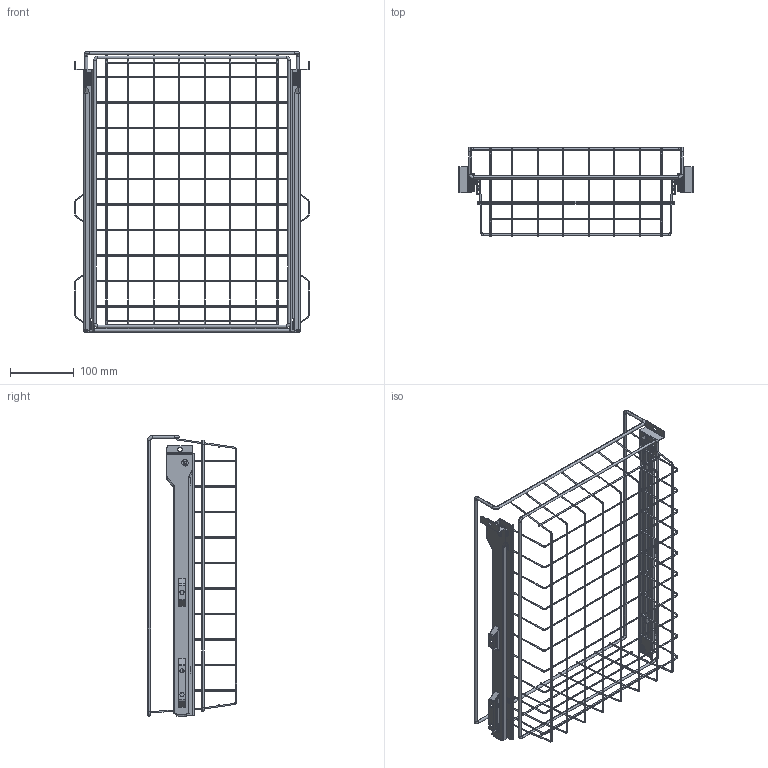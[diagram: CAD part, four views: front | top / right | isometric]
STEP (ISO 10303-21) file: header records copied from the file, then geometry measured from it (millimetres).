
FILE_DESCRIPTION (( 'STEP AP203' ), '1' );
FILE_NAME ('LM 600 rullakiskokori.STEP', '2023-01-17T07:23:08', ( '' ), ( '' ), 'SwSTEP 2.0', 'SolidWorks 2021', '' );
FILE_SCHEMA (( 'CONFIG_CONTROL_DESIGN' ));
Length unit declared in the file: millimetre
Products named in the file (14): Mirror10364; 10364; Mirror10365; Mirror10361; 10360; 10361; LM 600 rullakiskokori; Mirror10360; 10365; 10368_Default<As Machined>; Mirror10026; 10027; 10026; Mirror10027
Assembly tree (17 placements, depth 3):
  LM 600 rullakiskokori
    10368_Default<As Machined>
    10365
      10364
      10026
      10027
    10361
      10360
      10026
      10027
    Mirror10361
      Mirror10360
      Mirror10026
      Mirror10027
    Mirror10365
      Mirror10364
      Mirror10026
      Mirror10027
Bounding box: 367.21 x 140 x 440.53 mm (x, y, z)
Volume: 236538 mm3; surface area: 368222.1 mm2
Topology: 73 solids, 73 shells, 1498 faces, 3340 edges, 1992 vertices
Faces by surface type: cylinder 674, plane 472, torus 314, cone 28, bspline 10
Entity records: 39432 total; most frequent: DIRECTION 7120, CARTESIAN_POINT 7004, ORIENTED_EDGE 6044, EDGE_CURVE 3022, AXIS2_PLACEMENT_3D 2876, VERTEX_POINT 1796, CIRCLE 1514, EDGE_LOOP 1428
